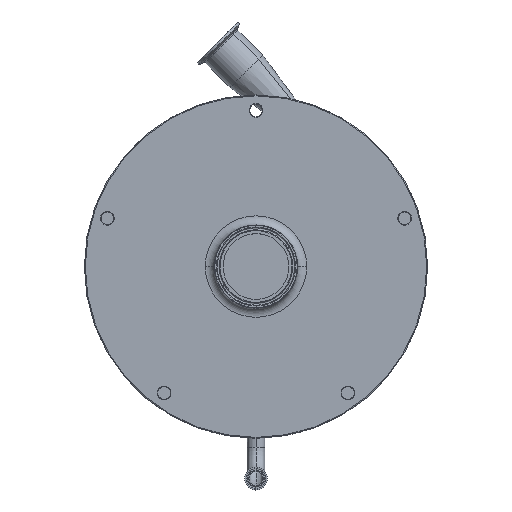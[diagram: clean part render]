
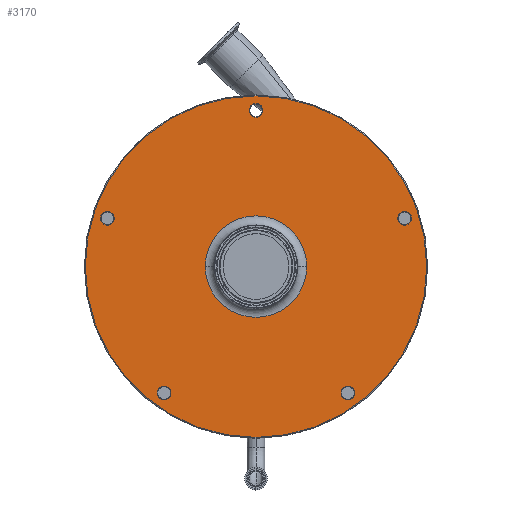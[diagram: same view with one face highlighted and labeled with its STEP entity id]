
A CAD part, top view. The second image highlights one B-rep face of the part: STEP entity #3170.
In plain terms, the highlighted planar face has unit normal (0, 0, 1).
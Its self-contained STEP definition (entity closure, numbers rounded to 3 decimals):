
#107 = DIRECTION ( 'NONE',  ( -1., 0., 0. ) ) ;
#122 = AXIS2_PLACEMENT_3D ( 'NONE', #6269, #204, #127 ) ;
#127 = DIRECTION ( 'NONE',  ( 0., -1., 0. ) ) ;
#128 = CARTESIAN_POINT ( 'NONE',  ( 0., 189.5, 254. ) ) ;
#147 = ORIENTED_EDGE ( 'NONE', *, *, #4144, .F. ) ;
#167 = FACE_OUTER_BOUND ( 'NONE', #4064, .T. ) ;
#186 = DIRECTION ( 'NONE',  ( 0., 0., 1. ) ) ;
#204 = DIRECTION ( 'NONE',  ( 0., 0., 1. ) ) ;
#218 = DIRECTION ( 'NONE',  ( 0., 0., -1. ) ) ;
#302 = AXIS2_PLACEMENT_3D ( 'NONE', #4193, #186, #897 ) ;
#317 = CARTESIAN_POINT ( 'NONE',  ( 0., 0., 254. ) ) ;
#439 = CARTESIAN_POINT ( 'NONE',  ( 0., 172.5, 254. ) ) ;
#494 = DIRECTION ( 'NONE',  ( 0., -1., 0. ) ) ;
#544 = EDGE_CURVE ( 'NONE', #6837, #5118, #2611, .T. ) ;
#566 = FACE_BOUND ( 'NONE', #4801, .T. ) ;
#627 = EDGE_CURVE ( 'NONE', #5118, #6837, #4242, .T. ) ;
#662 = ORIENTED_EDGE ( 'NONE', *, *, #6804, .F. ) ;
#667 = CARTESIAN_POINT ( 'NONE',  ( -188.5, 0., 254. ) ) ;
#820 = DIRECTION ( 'NONE',  ( -1., 0., 0. ) ) ;
#869 = EDGE_CURVE ( 'NONE', #1756, #1474, #1755, .T. ) ;
#897 = DIRECTION ( 'NONE',  ( 0., -1., 0. ) ) ;
#947 = CARTESIAN_POINT ( 'NONE',  ( 0., 0., 254. ) ) ;
#948 = CARTESIAN_POINT ( 'NONE',  ( -164.057, 53.305, 254. ) ) ;
#1064 = DIRECTION ( 'NONE',  ( 0., 0., 1. ) ) ;
#1066 = AXIS2_PLACEMENT_3D ( 'NONE', #948, #4805, #2718 ) ;
#1091 = EDGE_CURVE ( 'NONE', #6222, #5014, #4973, .T. ) ;
#1120 = EDGE_CURVE ( 'NONE', #2900, #4842, #1443, .T. ) ;
#1151 = CARTESIAN_POINT ( 'NONE',  ( 101.393, -139.555, 254. ) ) ;
#1355 = CARTESIAN_POINT ( 'NONE',  ( 164.057, 60.805, 254. ) ) ;
#1379 = DIRECTION ( 'NONE',  ( 0., 0., 1. ) ) ;
#1443 = CIRCLE ( 'NONE', #4140, 56. ) ;
#1474 = VERTEX_POINT ( 'NONE', #667 ) ;
#1476 = CIRCLE ( 'NONE', #4762, 7.5 ) ;
#1488 = EDGE_CURVE ( 'NONE', #3009, #3959, #5091, .T. ) ;
#1591 = ORIENTED_EDGE ( 'NONE', *, *, #2672, .F. ) ;
#1610 = EDGE_LOOP ( 'NONE', ( #4295, #3296 ) ) ;
#1670 = AXIS2_PLACEMENT_3D ( 'NONE', #1151, #6240, #2927 ) ;
#1692 = FACE_BOUND ( 'NONE', #6229, .T. ) ;
#1755 = CIRCLE ( 'NONE', #5909, 188.5 ) ;
#1756 = VERTEX_POINT ( 'NONE', #2068 ) ;
#1802 = CARTESIAN_POINT ( 'NONE',  ( -164.057, 53.305, 254. ) ) ;
#1813 = CARTESIAN_POINT ( 'NONE',  ( -7.5, 172.5, 254. ) ) ;
#1825 = CARTESIAN_POINT ( 'NONE',  ( 56., 0., 254. ) ) ;
#1901 = CARTESIAN_POINT ( 'NONE',  ( 101.393, -132.055, 254. ) ) ;
#1943 = VERTEX_POINT ( 'NONE', #4124 ) ;
#2057 = CARTESIAN_POINT ( 'NONE',  ( -101.393, -132.055, 254. ) ) ;
#2064 = CIRCLE ( 'NONE', #2678, 56. ) ;
#2066 = CARTESIAN_POINT ( 'NONE',  ( -164.057, 45.805, 254. ) ) ;
#2068 = CARTESIAN_POINT ( 'NONE',  ( 188.5, 0., 254. ) ) ;
#2112 = EDGE_CURVE ( 'NONE', #6611, #1943, #6641, .T. ) ;
#2327 = DIRECTION ( 'NONE',  ( -1., 0., 0. ) ) ;
#2357 = DIRECTION ( 'NONE',  ( -1., 0., 0. ) ) ;
#2370 = AXIS2_PLACEMENT_3D ( 'NONE', #2716, #4290, #494 ) ;
#2387 = ORIENTED_EDGE ( 'NONE', *, *, #4154, .F. ) ;
#2406 = AXIS2_PLACEMENT_3D ( 'NONE', #3683, #4822, #2980 ) ;
#2558 = DIRECTION ( 'NONE',  ( 0., 0., 1. ) ) ;
#2611 = CIRCLE ( 'NONE', #3782, 7.5 ) ;
#2672 = EDGE_CURVE ( 'NONE', #4845, #6321, #1476, .T. ) ;
#2678 = AXIS2_PLACEMENT_3D ( 'NONE', #2975, #218, #107 ) ;
#2716 = CARTESIAN_POINT ( 'NONE',  ( 164.057, 53.305, 254. ) ) ;
#2718 = DIRECTION ( 'NONE',  ( 0., -1., 0. ) ) ;
#2766 = EDGE_CURVE ( 'NONE', #5014, #6222, #5597, .T. ) ;
#2785 = ORIENTED_EDGE ( 'NONE', *, *, #1120, .T. ) ;
#2900 = VERTEX_POINT ( 'NONE', #1825 ) ;
#2926 = FACE_BOUND ( 'NONE', #5209, .T. ) ;
#2927 = DIRECTION ( 'NONE',  ( 0., -1., 0. ) ) ;
#2931 = ORIENTED_EDGE ( 'NONE', *, *, #4419, .T. ) ;
#2935 = CARTESIAN_POINT ( 'NONE',  ( 0., 0., 254. ) ) ;
#2975 = CARTESIAN_POINT ( 'NONE',  ( 0., 0., 254. ) ) ;
#2980 = DIRECTION ( 'NONE',  ( 0., -1., 0. ) ) ;
#3009 = VERTEX_POINT ( 'NONE', #1901 ) ;
#3170 = ADVANCED_FACE ( 'NONE', ( #1692, #5727, #2926, #5690, #566, #167, #4530 ), #4091, .F. ) ;
#3220 = DIRECTION ( 'NONE',  ( 0., 0., -1. ) ) ;
#3296 = ORIENTED_EDGE ( 'NONE', *, *, #2766, .F. ) ;
#3372 = AXIS2_PLACEMENT_3D ( 'NONE', #439, #1379, #6479 ) ;
#3441 = DIRECTION ( 'NONE',  ( 0., 0., 1. ) ) ;
#3683 = CARTESIAN_POINT ( 'NONE',  ( 164.057, 53.305, 254. ) ) ;
#3716 = EDGE_CURVE ( 'NONE', #4842, #2900, #2064, .T. ) ;
#3776 = ORIENTED_EDGE ( 'NONE', *, *, #2112, .F. ) ;
#3782 = AXIS2_PLACEMENT_3D ( 'NONE', #1802, #4767, #5286 ) ;
#3862 = CARTESIAN_POINT ( 'NONE',  ( 0., 172.5, 254. ) ) ;
#3883 = ORIENTED_EDGE ( 'NONE', *, *, #1488, .F. ) ;
#3959 = VERTEX_POINT ( 'NONE', #4431 ) ;
#4064 = EDGE_LOOP ( 'NONE', ( #2931, #7079 ) ) ;
#4091 = PLANE ( 'NONE',  #5004 ) ;
#4110 = ORIENTED_EDGE ( 'NONE', *, *, #544, .F. ) ;
#4124 = CARTESIAN_POINT ( 'NONE',  ( -101.393, -147.055, 254. ) ) ;
#4140 = AXIS2_PLACEMENT_3D ( 'NONE', #947, #3220, #5439 ) ;
#4144 = EDGE_CURVE ( 'NONE', #6321, #4845, #5623, .T. ) ;
#4154 = EDGE_CURVE ( 'NONE', #1943, #6611, #4651, .T. ) ;
#4193 = CARTESIAN_POINT ( 'NONE',  ( -101.393, -139.555, 254. ) ) ;
#4242 = CIRCLE ( 'NONE', #1066, 7.5 ) ;
#4259 = DIRECTION ( 'NONE',  ( 0., -1., 0. ) ) ;
#4290 = DIRECTION ( 'NONE',  ( 0., 0., 1. ) ) ;
#4295 = ORIENTED_EDGE ( 'NONE', *, *, #1091, .F. ) ;
#4419 = EDGE_CURVE ( 'NONE', #1474, #1756, #4674, .T. ) ;
#4431 = CARTESIAN_POINT ( 'NONE',  ( 101.393, -147.055, 254. ) ) ;
#4436 = AXIS2_PLACEMENT_3D ( 'NONE', #317, #2558, #820 ) ;
#4530 = FACE_BOUND ( 'NONE', #6293, .T. ) ;
#4582 = EDGE_LOOP ( 'NONE', ( #2387, #3776 ) ) ;
#4651 = CIRCLE ( 'NONE', #5389, 7.5 ) ;
#4674 = CIRCLE ( 'NONE', #4436, 188.5 ) ;
#4762 = AXIS2_PLACEMENT_3D ( 'NONE', #3862, #1064, #5565 ) ;
#4767 = DIRECTION ( 'NONE',  ( 0., 0., 1. ) ) ;
#4801 = EDGE_LOOP ( 'NONE', ( #147, #1591 ) ) ;
#4805 = DIRECTION ( 'NONE',  ( 0., 0., 1. ) ) ;
#4822 = DIRECTION ( 'NONE',  ( 0., 0., 1. ) ) ;
#4842 = VERTEX_POINT ( 'NONE', #5741 ) ;
#4845 = VERTEX_POINT ( 'NONE', #1813 ) ;
#4973 = CIRCLE ( 'NONE', #2370, 7.5 ) ;
#4983 = CARTESIAN_POINT ( 'NONE',  ( 7.5, 172.5, 254. ) ) ;
#5004 = AXIS2_PLACEMENT_3D ( 'NONE', #128, #6898, #2357 ) ;
#5014 = VERTEX_POINT ( 'NONE', #1355 ) ;
#5091 = CIRCLE ( 'NONE', #1670, 7.5 ) ;
#5118 = VERTEX_POINT ( 'NONE', #2066 ) ;
#5209 = EDGE_LOOP ( 'NONE', ( #662, #3883 ) ) ;
#5262 = ORIENTED_EDGE ( 'NONE', *, *, #627, .F. ) ;
#5286 = DIRECTION ( 'NONE',  ( 0., -1., 0. ) ) ;
#5331 = DIRECTION ( 'NONE',  ( 0., 0., 1. ) ) ;
#5389 = AXIS2_PLACEMENT_3D ( 'NONE', #7120, #5331, #4259 ) ;
#5413 = CARTESIAN_POINT ( 'NONE',  ( -164.057, 60.805, 254. ) ) ;
#5439 = DIRECTION ( 'NONE',  ( -1., 0., 0. ) ) ;
#5565 = DIRECTION ( 'NONE',  ( 1., 0., 0. ) ) ;
#5597 = CIRCLE ( 'NONE', #2406, 7.5 ) ;
#5623 = CIRCLE ( 'NONE', #3372, 7.5 ) ;
#5690 = FACE_BOUND ( 'NONE', #1610, .T. ) ;
#5727 = FACE_BOUND ( 'NONE', #4582, .T. ) ;
#5741 = CARTESIAN_POINT ( 'NONE',  ( -56., 0., 254. ) ) ;
#5769 = CIRCLE ( 'NONE', #122, 7.5 ) ;
#5909 = AXIS2_PLACEMENT_3D ( 'NONE', #2935, #3441, #2327 ) ;
#6132 = CARTESIAN_POINT ( 'NONE',  ( 164.057, 45.805, 254. ) ) ;
#6222 = VERTEX_POINT ( 'NONE', #6132 ) ;
#6229 = EDGE_LOOP ( 'NONE', ( #5262, #4110 ) ) ;
#6240 = DIRECTION ( 'NONE',  ( 0., 0., 1. ) ) ;
#6269 = CARTESIAN_POINT ( 'NONE',  ( 101.393, -139.555, 254. ) ) ;
#6293 = EDGE_LOOP ( 'NONE', ( #6476, #2785 ) ) ;
#6321 = VERTEX_POINT ( 'NONE', #4983 ) ;
#6476 = ORIENTED_EDGE ( 'NONE', *, *, #3716, .T. ) ;
#6479 = DIRECTION ( 'NONE',  ( 1., 0., 0. ) ) ;
#6611 = VERTEX_POINT ( 'NONE', #2057 ) ;
#6641 = CIRCLE ( 'NONE', #302, 7.5 ) ;
#6804 = EDGE_CURVE ( 'NONE', #3959, #3009, #5769, .T. ) ;
#6837 = VERTEX_POINT ( 'NONE', #5413 ) ;
#6898 = DIRECTION ( 'NONE',  ( 0., 0., -1. ) ) ;
#7079 = ORIENTED_EDGE ( 'NONE', *, *, #869, .T. ) ;
#7120 = CARTESIAN_POINT ( 'NONE',  ( -101.393, -139.555, 254. ) ) ;
